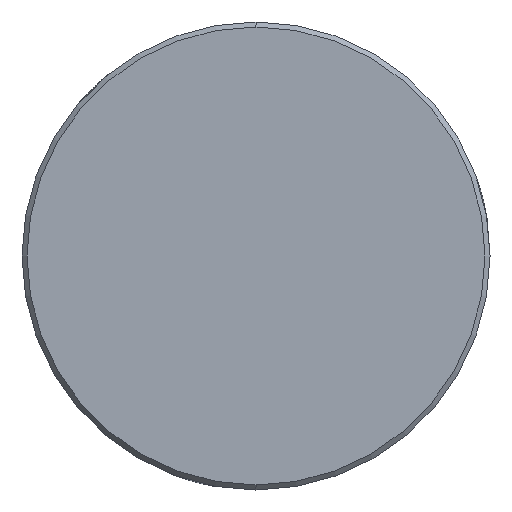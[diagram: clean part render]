
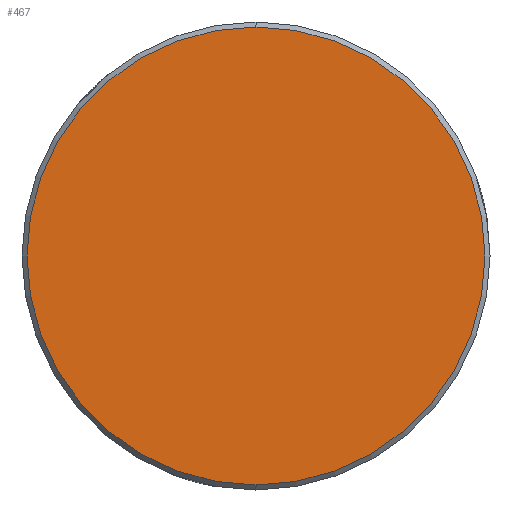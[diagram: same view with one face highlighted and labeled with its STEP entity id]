
A CAD part, left-side view. The second image highlights one B-rep face of the part: STEP entity #467.
In plain terms, the highlighted planar face has unit normal (-1, 0, 0).
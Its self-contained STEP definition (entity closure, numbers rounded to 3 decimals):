
#48 = EDGE_CURVE ( 'NONE', #409, #418, #55, .T. ) ;
#55 = CIRCLE ( 'NONE', #109, 13.7 ) ;
#109 = AXIS2_PLACEMENT_3D ( 'NONE', #806, #828, #831 ) ;
#111 = EDGE_CURVE ( 'NONE', #418, #409, #998, .T. ) ;
#153 = AXIS2_PLACEMENT_3D ( 'NONE', #559, #580, #585 ) ;
#186 = AXIS2_PLACEMENT_3D ( 'NONE', #699, #695, #707 ) ;
#312 = ORIENTED_EDGE ( 'NONE', *, *, #48, .T. ) ;
#318 = ORIENTED_EDGE ( 'NONE', *, *, #111, .T. ) ;
#409 = VERTEX_POINT ( 'NONE', #634 ) ;
#418 = VERTEX_POINT ( 'NONE', #611 ) ;
#467 = ADVANCED_FACE ( 'NONE', ( #1028 ), #684, .T. ) ;
#559 = CARTESIAN_POINT ( 'NONE',  ( -43.8, 0., 0. ) ) ;
#580 = DIRECTION ( 'NONE',  ( -1., 0., 0. ) ) ;
#585 = DIRECTION ( 'NONE',  ( 0., 0., 1. ) ) ;
#611 = CARTESIAN_POINT ( 'NONE',  ( -43.8, 0., 13.7 ) ) ;
#634 = CARTESIAN_POINT ( 'NONE',  ( -43.8, 0., -13.7 ) ) ;
#684 = PLANE ( 'NONE',  #186 ) ;
#695 = DIRECTION ( 'NONE',  ( -1., 0., 0. ) ) ;
#699 = CARTESIAN_POINT ( 'NONE',  ( -43.8, 0., 0. ) ) ;
#707 = DIRECTION ( 'NONE',  ( 0., 0., 1. ) ) ;
#806 = CARTESIAN_POINT ( 'NONE',  ( -43.8, 0., 0. ) ) ;
#828 = DIRECTION ( 'NONE',  ( -1., 0., 0. ) ) ;
#831 = DIRECTION ( 'NONE',  ( 0., 0., 1. ) ) ;
#926 = EDGE_LOOP ( 'NONE', ( #312, #318 ) ) ;
#998 = CIRCLE ( 'NONE', #153, 13.7 ) ;
#1028 = FACE_OUTER_BOUND ( 'NONE', #926, .T. ) ;
